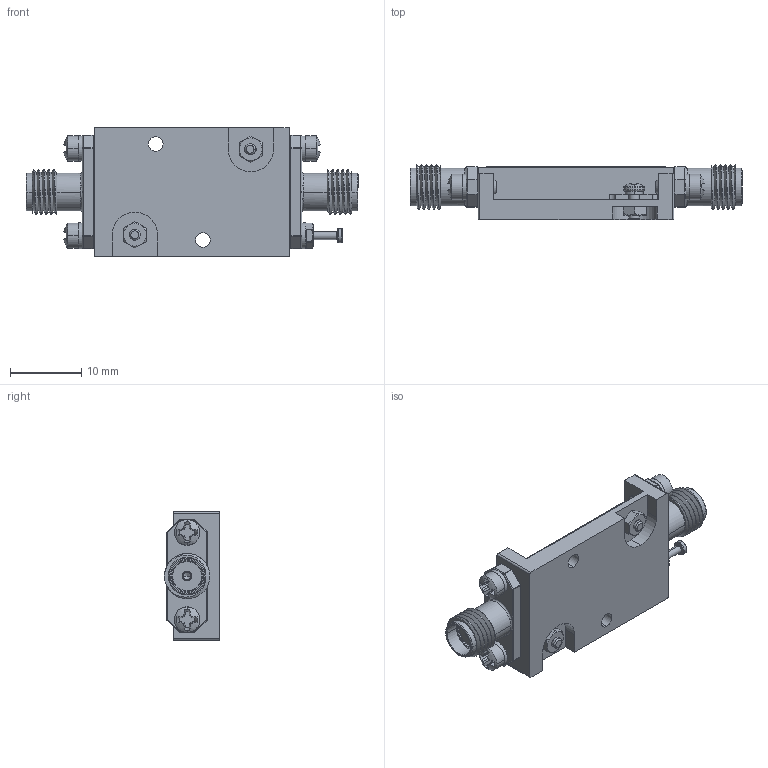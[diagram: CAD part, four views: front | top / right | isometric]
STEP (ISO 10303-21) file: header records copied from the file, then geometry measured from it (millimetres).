
FILE_DESCRIPTION (( 'STEP AP214' ), '1' );
FILE_NAME ('26052380 - Website 3D model.STEP', '2025-10-07T19:30:46', ( '' ), ( '' ), 'SwSTEP 2.0', 'SolidWorks 2024', '' );
FILE_SCHEMA (( 'AUTOMOTIVE_DESIGN' ));
Length unit declared in the file: millimetre
Products named in the file (1): 26052380 - Website 3D model
Bounding box: 46.48 x 7.73 x 18.03 mm (x, y, z)
Volume: 2730 mm3; surface area: 5087.4 mm2
Topology: 24 solids, 24 shells, 986 faces, 3238 edges, 2413 vertices
Faces by surface type: plane 385, cylinder 299, cone 110, torus 103, sphere 69, bspline 20
Entity records: 48217 total; most frequent: CARTESIAN_POINT 14309, ORIENTED_EDGE 6404, DIRECTION 5429, EDGE_CURVE 3202, VERTEX_POINT 2413, AXIS2_PLACEMENT_3D 1952, LINE 1525, VECTOR 1525
